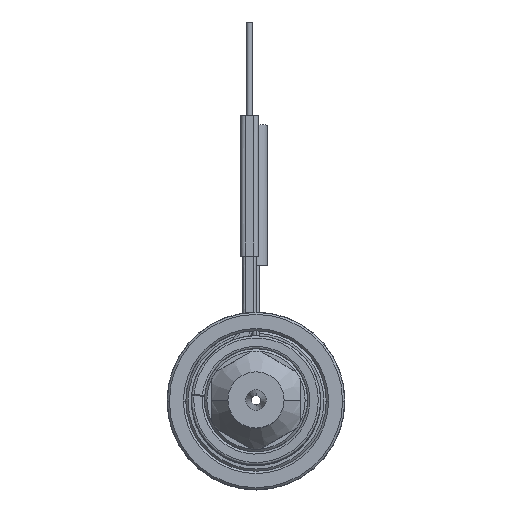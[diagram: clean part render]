
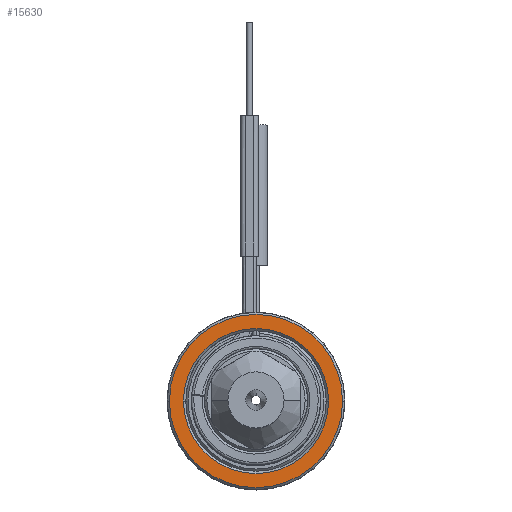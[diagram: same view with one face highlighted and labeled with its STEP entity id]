
A CAD part, top view. The second image highlights one B-rep face of the part: STEP entity #15630.
In plain terms, the highlighted planar face has unit normal (0, 0, 1).
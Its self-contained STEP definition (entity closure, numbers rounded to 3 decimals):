
#5923=CARTESIAN_POINT('',(0.,0.,35.));
#5924=DIRECTION('',(0.,0.,-1.));
#5925=DIRECTION('',(1.,0.,0.));
#5926=AXIS2_PLACEMENT_3D('',#5923,#5924,#5925);
#5942=CARTESIAN_POINT('',(0.,0.,
35.));
#5943=DIRECTION('',(0.,0.,-1.));
#5944=DIRECTION('',(1.,0.,0.));
#5945=AXIS2_PLACEMENT_3D('',#5942,#5943,#5944);
#5966=CARTESIAN_POINT('',(0.,0.,
35.));
#5967=DIRECTION('',(0.,0.,-1.));
#5968=DIRECTION('',(-1.,0.,0.));
#5969=AXIS2_PLACEMENT_3D('',#5966,#5967,#5968);
#6262=CARTESIAN_POINT('',(0.,0.,
35.));
#6263=DIRECTION('',(0.,0.,-1.));
#6264=DIRECTION('',(-1.,0.,0.));
#6265=AXIS2_PLACEMENT_3D('',#6262,#6263,#6264);
#6701=CARTESIAN_POINT('',(18.5,0.,35.));
#6702=CARTESIAN_POINT('',(-18.5,0.,
35.));
#6703=VERTEX_POINT('',#6701);
#6704=VERTEX_POINT('',#6702);
#6705=CARTESIAN_POINT('',(15.5,0.,35.));
#6706=CARTESIAN_POINT('',(-15.5,0.,35.));
#6707=VERTEX_POINT('',#6705);
#6708=VERTEX_POINT('',#6706);
#15614=CARTESIAN_POINT('',(0.,0.,35.));
#15615=DIRECTION('',(0.,0.,1.));
#15616=DIRECTION('',(-1.,0.,0.));
#15617=AXIS2_PLACEMENT_3D('',#15614,#15615,#15616);
#15618=PLANE('',#15617);
#15620=ORIENTED_EDGE('',*,*,#15619,.T.);
#15622=ORIENTED_EDGE('',*,*,#15621,.T.);
#15623=EDGE_LOOP('',(#15620,#15622));
#15624=FACE_OUTER_BOUND('',#15623,.F.);
#15625=ORIENTED_EDGE('',*,*,#15604,.F.);
#15627=ORIENTED_EDGE('',*,*,#15626,.F.);
#15628=EDGE_LOOP('',(#15625,#15627));
#15629=FACE_BOUND('',#15628,.F.);
#5927=CIRCLE('',#5926,15.5);
#5946=CIRCLE('',#5945,18.5);
#5970=CIRCLE('',#5969,18.5);
#6266=CIRCLE('',#6265,15.5);
#15604=EDGE_CURVE('',#6707,#6708,#5927,.T.);
#15619=EDGE_CURVE('',#6703,#6704,#5946,.T.);
#15621=EDGE_CURVE('',#6704,#6703,#5970,.T.);
#15626=EDGE_CURVE('',#6708,#6707,#6266,.T.);
#15630=ADVANCED_FACE('',(#15624,#15629),#15618,.T.);
